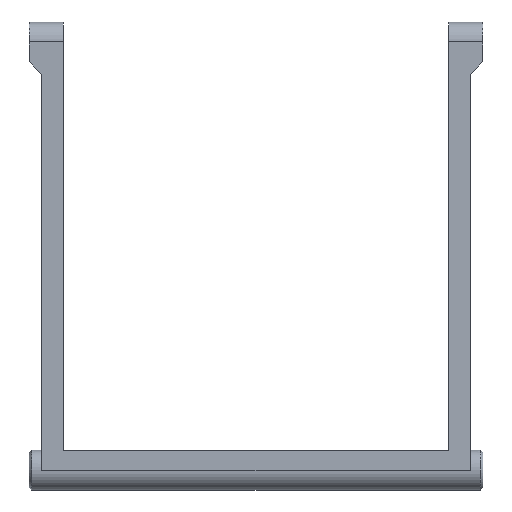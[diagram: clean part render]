
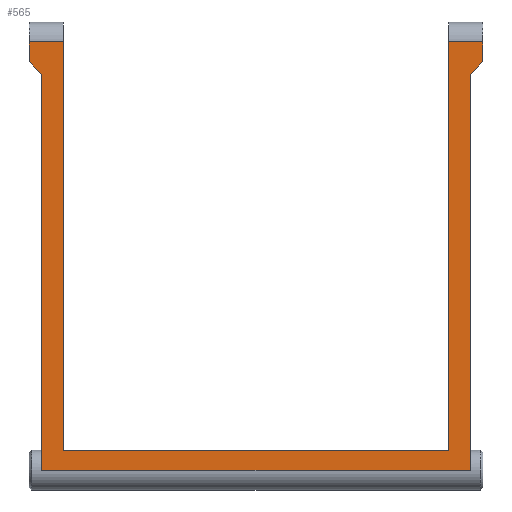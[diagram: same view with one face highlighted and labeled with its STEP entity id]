
A CAD part, left-side view. The second image highlights one B-rep face of the part: STEP entity #565.
In plain terms, the highlighted planar face has unit normal (-1, 0, 0).
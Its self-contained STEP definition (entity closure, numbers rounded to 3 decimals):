
#43=PLANE('',#635);
#88=FACE_OUTER_BOUND('',#126,.T.);
#126=EDGE_LOOP('',(#510,#511,#512,#513,#514,#515,#516,#517,#518,#519,#520,
#521));
#134=LINE('',#831,#187);
#145=LINE('',#859,#198);
#147=LINE('',#863,#200);
#148=LINE('',#867,#201);
#150=LINE('',#877,#203);
#164=LINE('',#907,#217);
#173=LINE('',#934,#226);
#175=LINE('',#939,#228);
#177=LINE('',#942,#230);
#178=LINE('',#946,#231);
#181=LINE('',#962,#234);
#182=LINE('',#963,#235);
#187=VECTOR('',#663,10.);
#198=VECTOR('',#692,10.);
#200=VECTOR('',#696,10.);
#201=VECTOR('',#701,10.);
#203=VECTOR('',#711,10.);
#217=VECTOR('',#737,10.);
#226=VECTOR('',#768,10.);
#228=VECTOR('',#772,10.);
#230=VECTOR('',#776,10.);
#231=VECTOR('',#781,10.);
#234=VECTOR('',#800,10.);
#235=VECTOR('',#801,10.);
#257=VERTEX_POINT('',#818);
#262=VERTEX_POINT('',#828);
#270=VERTEX_POINT('',#857);
#271=VERTEX_POINT('',#861);
#272=VERTEX_POINT('',#865);
#276=VERTEX_POINT('',#875);
#286=VERTEX_POINT('',#905);
#293=VERTEX_POINT('',#932);
#294=VERTEX_POINT('',#936);
#295=VERTEX_POINT('',#938);
#296=VERTEX_POINT('',#944);
#301=VERTEX_POINT('',#961);
#313=EDGE_CURVE('',#262,#257,#134,.T.);
#326=EDGE_CURVE('',#262,#270,#145,.T.);
#328=EDGE_CURVE('',#270,#271,#147,.T.);
#330=EDGE_CURVE('',#271,#272,#148,.T.);
#335=EDGE_CURVE('',#276,#272,#150,.T.);
#350=EDGE_CURVE('',#276,#286,#164,.T.);
#363=EDGE_CURVE('',#293,#286,#173,.T.);
#365=EDGE_CURVE('',#294,#295,#175,.T.);
#367=EDGE_CURVE('',#257,#294,#177,.T.);
#369=EDGE_CURVE('',#296,#293,#178,.T.);
#376=EDGE_CURVE('',#296,#301,#181,.T.);
#377=EDGE_CURVE('',#295,#301,#182,.T.);
#510=ORIENTED_EDGE('',*,*,#376,.T.);
#511=ORIENTED_EDGE('',*,*,#377,.F.);
#512=ORIENTED_EDGE('',*,*,#365,.F.);
#513=ORIENTED_EDGE('',*,*,#367,.F.);
#514=ORIENTED_EDGE('',*,*,#313,.F.);
#515=ORIENTED_EDGE('',*,*,#326,.T.);
#516=ORIENTED_EDGE('',*,*,#328,.T.);
#517=ORIENTED_EDGE('',*,*,#330,.T.);
#518=ORIENTED_EDGE('',*,*,#335,.F.);
#519=ORIENTED_EDGE('',*,*,#350,.T.);
#520=ORIENTED_EDGE('',*,*,#363,.F.);
#521=ORIENTED_EDGE('',*,*,#369,.F.);
#565=ADVANCED_FACE('',(#88),#43,.T.);
#635=AXIS2_PLACEMENT_3D('',#960,#798,#799);
#663=DIRECTION('',(0.,1.,0.));
#692=DIRECTION('',(0.,0.,1.));
#696=DIRECTION('',(0.,-0.707,0.707));
#701=DIRECTION('',(0.,0.,1.));
#711=DIRECTION('',(0.,-1.,0.));
#737=DIRECTION('',(0.,0.,-1.));
#768=DIRECTION('',(0.,-1.,0.));
#772=DIRECTION('',(0.,0.707,0.707));
#776=DIRECTION('',(0.,0.,1.));
#781=DIRECTION('',(0.,0.,-1.));
#798=DIRECTION('center_axis',(-1.,0.,0.));
#799=DIRECTION('ref_axis',(0.,0.,1.));
#800=DIRECTION('',(0.,1.,0.));
#801=DIRECTION('',(0.,0.,1.));
#818=CARTESIAN_POINT('',(-4.65,5.,-100.));
#828=CARTESIAN_POINT('',(-4.65,-95.,-100.));
#831=CARTESIAN_POINT('',(-4.65,0.,-100.));
#857=CARTESIAN_POINT('',(-4.65,-95.,-7.65));
#859=CARTESIAN_POINT('',(-4.65,-95.,0.));
#861=CARTESIAN_POINT('',(-4.65,-98.,-4.65));
#863=CARTESIAN_POINT('',(-4.65,-95.25,-7.4));
#865=CARTESIAN_POINT('',(-4.65,-98.,0.));
#867=CARTESIAN_POINT('',(-4.65,-98.,0.));
#875=CARTESIAN_POINT('',(-4.65,-90.,0.));
#877=CARTESIAN_POINT('',(-4.65,-90.,0.));
#905=CARTESIAN_POINT('',(-4.65,-90.,-95.35));
#907=CARTESIAN_POINT('',(-4.65,-90.,0.));
#932=CARTESIAN_POINT('',(-4.65,0.,-95.35));
#934=CARTESIAN_POINT('',(-4.65,0.,-95.35));
#936=CARTESIAN_POINT('',(-4.65,5.,-7.65));
#938=CARTESIAN_POINT('',(-4.65,8.,-4.65));
#939=CARTESIAN_POINT('',(-4.65,5.25,-7.4));
#942=CARTESIAN_POINT('',(-4.65,5.,0.));
#944=CARTESIAN_POINT('',(-4.65,0.,0.));
#946=CARTESIAN_POINT('',(-4.65,0.,0.));
#960=CARTESIAN_POINT('Origin',(-4.65,0.,-4.65));
#961=CARTESIAN_POINT('',(-4.65,8.,0.));
#962=CARTESIAN_POINT('',(-4.65,0.,0.));
#963=CARTESIAN_POINT('',(-4.65,8.,0.));
